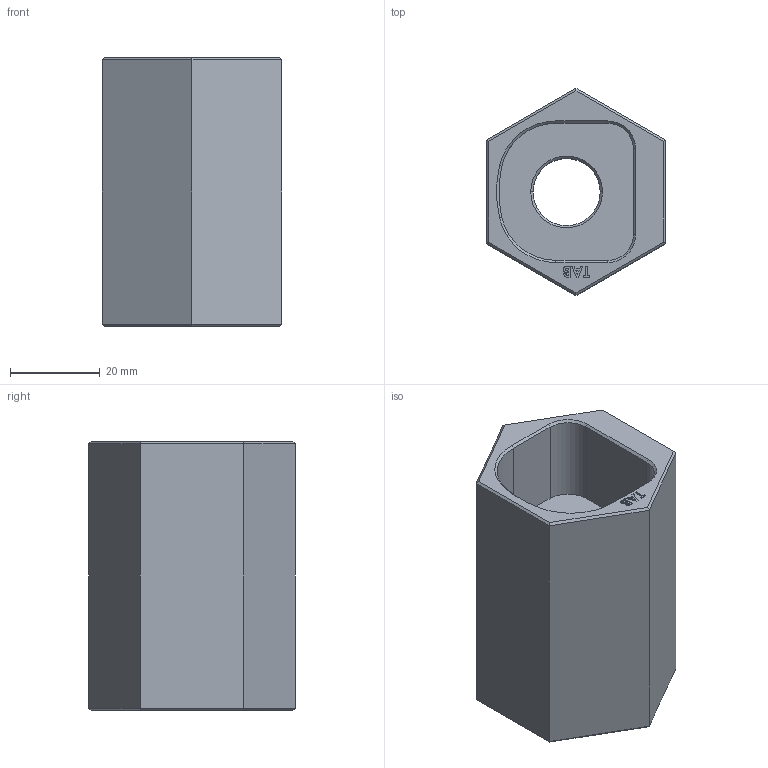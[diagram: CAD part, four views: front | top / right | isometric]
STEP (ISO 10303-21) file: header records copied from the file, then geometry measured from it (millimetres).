
FILE_DESCRIPTION (( 'STEP AP214' ), '1' );
FILE_NAME ('P3021P111.STEP', '2024-04-22T12:25:48', ( '' ), ( '' ), 'SwSTEP 2.0', 'SolidWorks 2021', '' );
FILE_SCHEMA (( 'AUTOMOTIVE_DESIGN' ));
Length unit declared in the file: millimetre
Products named in the file (1): P3021P111
Bounding box: 40 x 46.19 x 60 mm (x, y, z)
Volume: 59388.7 mm3; surface area: 14604.6 mm2
Topology: 1 solids, 1 shells, 302 faces, 765 edges, 502 vertices
Faces by surface type: plane 199, bspline 81, cylinder 13, cone 9
Entity records: 13204 total; most frequent: CARTESIAN_POINT 6411, ORIENTED_EDGE 1530, DIRECTION 1082, EDGE_CURVE 765, LINE 568, VECTOR 568, VERTEX_POINT 502, EDGE_LOOP 341
